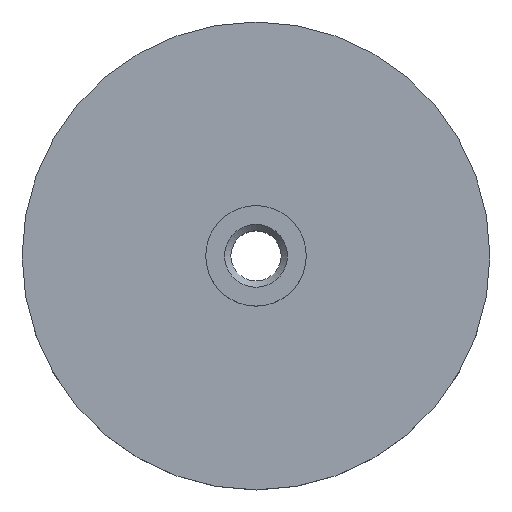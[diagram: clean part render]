
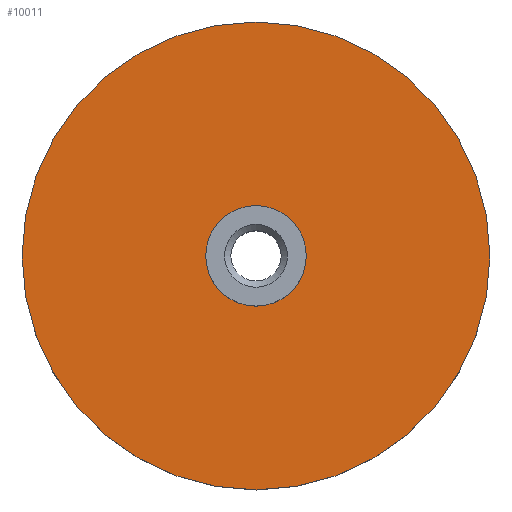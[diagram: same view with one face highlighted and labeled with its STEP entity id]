
A CAD part, top view. The second image highlights one B-rep face of the part: STEP entity #10011.
In plain terms, the highlighted planar face has unit normal (0, 0, 1).
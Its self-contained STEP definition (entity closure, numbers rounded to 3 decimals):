
#31=FACE_BOUND('',#1520,.T.);
#38=PLANE('',#11386);
#977=FACE_OUTER_BOUND('',#1519,.T.);
#1519=EDGE_LOOP('',(#8850));
#1520=EDGE_LOOP('',(#8851));
#3519=CIRCLE('',#11380,37.261);
#3522=CIRCLE('',#11387,8.);
#4577=VERTEX_POINT('',#17928);
#4580=VERTEX_POINT('',#17942);
#6038=EDGE_CURVE('',#4577,#4577,#3519,.T.);
#6045=EDGE_CURVE('',#4580,#4580,#3522,.T.);
#8850=ORIENTED_EDGE('',*,*,#6038,.T.);
#8851=ORIENTED_EDGE('',*,*,#6045,.T.);
#10011=ADVANCED_FACE('',(#977,#31),#38,.T.);
#11380=AXIS2_PLACEMENT_3D('',#17929,#14603,#14604);
#11386=AXIS2_PLACEMENT_3D('',#17941,#14619,#14620);
#11387=AXIS2_PLACEMENT_3D('',#17943,#14621,#14622);
#14603=DIRECTION('center_axis',(0.,0.,1.));
#14604=DIRECTION('ref_axis',(1.,0.,0.));
#14619=DIRECTION('center_axis',(0.,0.,1.));
#14620=DIRECTION('ref_axis',(1.,0.,0.));
#14621=DIRECTION('center_axis',(0.,0.,-1.));
#14622=DIRECTION('ref_axis',(1.,0.,0.));
#17928=CARTESIAN_POINT('',(-37.261,0.,8.5));
#17929=CARTESIAN_POINT('Origin',(0.,0.,8.5));
#17941=CARTESIAN_POINT('Origin',(0.,0.,8.5));
#17942=CARTESIAN_POINT('',(-8.,0.,8.5));
#17943=CARTESIAN_POINT('Origin',(0.,0.,8.5));
